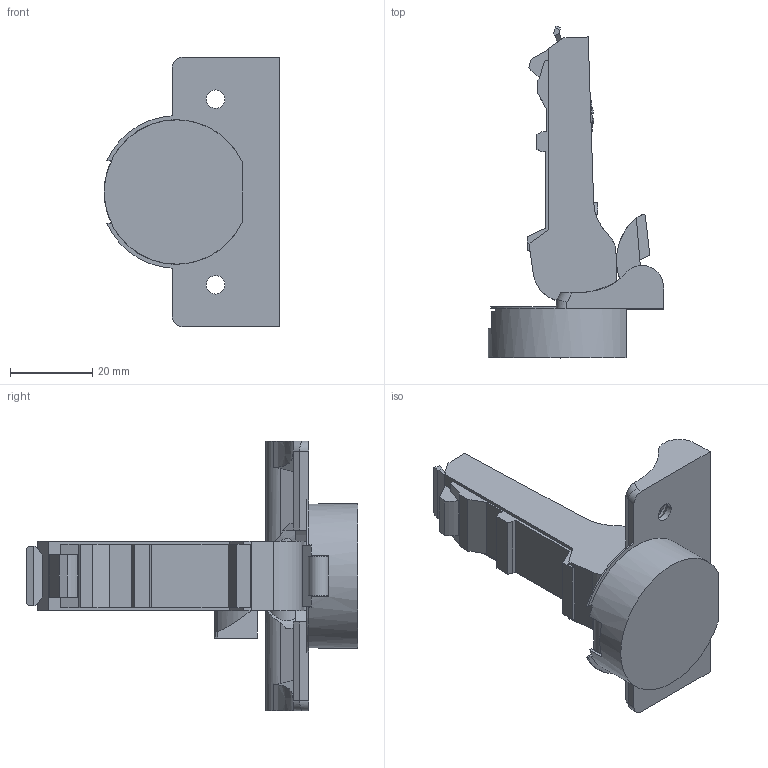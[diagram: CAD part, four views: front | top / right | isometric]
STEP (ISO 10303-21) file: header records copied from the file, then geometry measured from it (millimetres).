
FILE_DESCRIPTION((''),'2;1');
FILE_NAME('701-0BT0-SD3DCL','2022-11-04T11:15:25',('marino.prodan'),('Audax d.o.o.'),'CREO PARAMETRIC BY PTC INC, 2021304','CREO PARAMETRIC BY PTC INC, 2021304','');
FILE_SCHEMA(('AUTOMOTIVE_DESIGN { 1 0 10303 214 1 1 1 1 }'));
Length unit declared in the file: millimetre
Products named in the file (1): 701-0BT0-SD3DCL
Bounding box: 42.55 x 80.45 x 65.4 mm (x, y, z)
Volume: 31515.3 mm3; surface area: 15595.1 mm2
Topology: 1 solids, 1 shells, 236 faces, 671 edges, 447 vertices
Faces by surface type: plane 168, cylinder 55, extrusion 4, cone 4, sphere 4, bspline 1
Entity records: 10410 total; most frequent: CARTESIAN_POINT 1774, ORIENTED_EDGE 1342, DIRECTION 1230, PRESENTATION_STYLE_ASSIGNMENT 672, STYLED_ITEM 672, CURVE_STYLE 671, EDGE_CURVE 671, VECTOR 498
